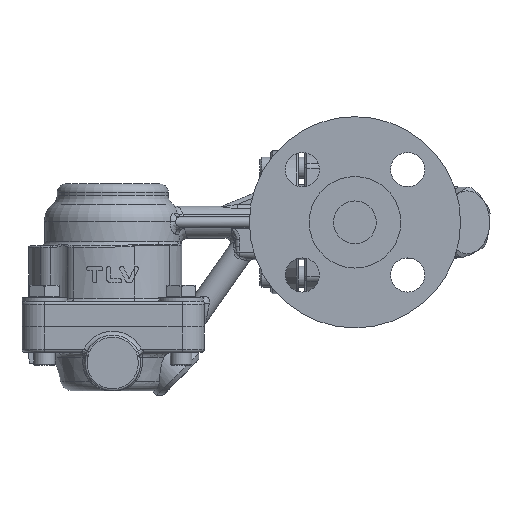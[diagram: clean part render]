
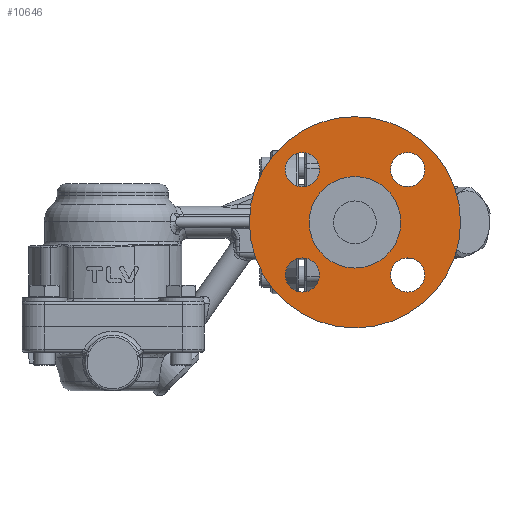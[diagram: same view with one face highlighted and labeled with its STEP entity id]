
A CAD part, front view. The second image highlights one B-rep face of the part: STEP entity #10646.
In plain terms, the highlighted planar face has unit normal (0, -1, 0).
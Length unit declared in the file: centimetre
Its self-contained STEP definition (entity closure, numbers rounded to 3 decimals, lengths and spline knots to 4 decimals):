
#2032=FACE_BOUND('',#3786,.T.);
#2033=FACE_BOUND('',#3787,.T.);
#2034=FACE_BOUND('',#3788,.T.);
#2035=FACE_BOUND('',#3789,.T.);
#2036=FACE_BOUND('',#3790,.T.);
#2952=FACE_OUTER_BOUND('',#3785,.T.);
#3785=EDGE_LOOP('',(#9707));
#3786=EDGE_LOOP('',(#9708));
#3787=EDGE_LOOP('',(#9709));
#3788=EDGE_LOOP('',(#9710));
#3789=EDGE_LOOP('',(#9711));
#3790=EDGE_LOOP('',(#9712));
#4419=CIRCLE('',#11899,4.95);
#4420=CIRCLE('',#11900,0.8);
#4421=CIRCLE('',#11901,0.8);
#4422=CIRCLE('',#11902,0.8);
#4423=CIRCLE('',#11903,0.8);
#4424=CIRCLE('',#11904,2.145);
#5346=VERTEX_POINT('',#23313);
#5347=VERTEX_POINT('',#23315);
#5348=VERTEX_POINT('',#23317);
#5349=VERTEX_POINT('',#23319);
#5350=VERTEX_POINT('',#23321);
#5351=VERTEX_POINT('',#23323);
#6809=EDGE_CURVE('',#5346,#5346,#4419,.T.);
#6810=EDGE_CURVE('',#5347,#5347,#4420,.T.);
#6811=EDGE_CURVE('',#5348,#5348,#4421,.T.);
#6812=EDGE_CURVE('',#5349,#5349,#4422,.T.);
#6813=EDGE_CURVE('',#5350,#5350,#4423,.T.);
#6814=EDGE_CURVE('',#5351,#5351,#4424,.T.);
#9707=ORIENTED_EDGE('',*,*,#6809,.F.);
#9708=ORIENTED_EDGE('',*,*,#6810,.T.);
#9709=ORIENTED_EDGE('',*,*,#6811,.T.);
#9710=ORIENTED_EDGE('',*,*,#6812,.T.);
#9711=ORIENTED_EDGE('',*,*,#6813,.T.);
#9712=ORIENTED_EDGE('',*,*,#6814,.T.);
#9971=PLANE('',#11898);
#10646=ADVANCED_FACE('',(#2952,#2032,#2033,#2034,#2035,#2036),#9971,.F.);
#11898=AXIS2_PLACEMENT_3D('',#23312,#14811,#14812);
#11899=AXIS2_PLACEMENT_3D('',#23314,#14813,#14814);
#11900=AXIS2_PLACEMENT_3D('',#23316,#14815,#14816);
#11901=AXIS2_PLACEMENT_3D('',#23318,#14817,#14818);
#11902=AXIS2_PLACEMENT_3D('',#23320,#14819,#14820);
#11903=AXIS2_PLACEMENT_3D('',#23322,#14821,#14822);
#11904=AXIS2_PLACEMENT_3D('',#23324,#14823,#14824);
#14811=DIRECTION('center_axis',(0.,1.,0.));
#14812=DIRECTION('ref_axis',(1.,0.,0.));
#14813=DIRECTION('center_axis',(0.,1.,0.));
#14814=DIRECTION('ref_axis',(-1.,0.,0.));
#14815=DIRECTION('center_axis',(0.,1.,0.));
#14816=DIRECTION('ref_axis',(0.,0.,
-1.));
#14817=DIRECTION('center_axis',(0.,1.,0.));
#14818=DIRECTION('ref_axis',(1.,0.,0.));
#14819=DIRECTION('center_axis',(0.,1.,0.));
#14820=DIRECTION('ref_axis',(0.,0.,
1.));
#14821=DIRECTION('center_axis',(0.,1.,0.));
#14822=DIRECTION('ref_axis',(-1.,0.,0.));
#14823=DIRECTION('center_axis',(0.,1.,0.));
#14824=DIRECTION('ref_axis',(-1.,0.,0.));
#23312=CARTESIAN_POINT('Origin',(8.5259,0.2171,-2.2379));
#23313=CARTESIAN_POINT('',(13.4759,0.2171,-2.2379));
#23314=CARTESIAN_POINT('Origin',(8.5259,0.2171,-2.2379));
#23315=CARTESIAN_POINT('',(10.9937,0.2171,-3.9057));
#23316=CARTESIAN_POINT('Origin',(10.9937,0.2171,-4.7057));
#23317=CARTESIAN_POINT('',(10.1937,0.2171,0.2299));
#23318=CARTESIAN_POINT('Origin',(10.9937,0.2171,0.2299));
#23319=CARTESIAN_POINT('',(6.0581,0.2171,-0.5701));
#23320=CARTESIAN_POINT('Origin',(6.0581,0.2171,0.2299));
#23321=CARTESIAN_POINT('',(6.8581,0.2171,-4.7057));
#23322=CARTESIAN_POINT('Origin',(6.0581,0.2171,-4.7057));
#23323=CARTESIAN_POINT('',(10.6709,0.2171,-2.2379));
#23324=CARTESIAN_POINT('Origin',(8.5259,0.2171,-2.2379));
